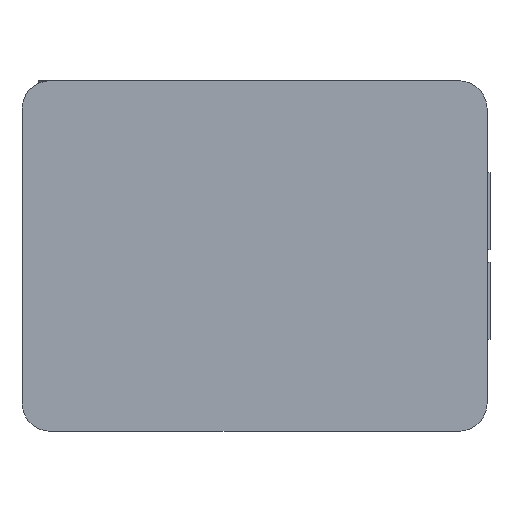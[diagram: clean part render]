
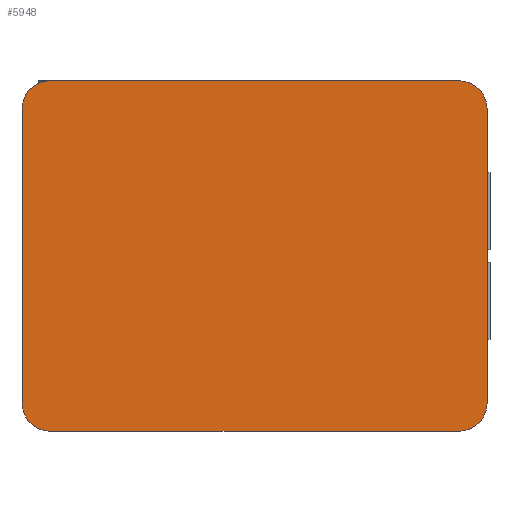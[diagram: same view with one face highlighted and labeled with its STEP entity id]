
A CAD part, front view. The second image highlights one B-rep face of the part: STEP entity #5948.
In plain terms, the highlighted planar face has unit normal (0, -1, 0).
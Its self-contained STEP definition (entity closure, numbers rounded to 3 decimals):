
#490=CIRCLE('',#6317,4.);
#582=CIRCLE('',#6412,4.);
#584=CIRCLE('',#6415,4.);
#785=CIRCLE('',#6657,4.);
#923=PLANE('',#6658);
#997=FACE_OUTER_BOUND('',#1525,.T.);
#1525=EDGE_LOOP('',(#4637,#4638,#4639,#4640,#4641,#4642,#4643,#4644));
#1887=LINE('',#9277,#2213);
#1890=LINE('',#9459,#2216);
#1905=LINE('',#9497,#2231);
#1908=LINE('',#9503,#2234);
#2213=VECTOR('',#7330,10.);
#2216=VECTOR('',#7511,10.);
#2231=VECTOR('',#7544,10.);
#2234=VECTOR('',#7549,10.);
#2642=VERTEX_POINT('',#9267);
#2643=VERTEX_POINT('',#9268);
#2646=VERTEX_POINT('',#9276);
#2736=VERTEX_POINT('',#9458);
#2746=VERTEX_POINT('',#9484);
#2748=VERTEX_POINT('',#9490);
#2750=VERTEX_POINT('',#9496);
#2752=VERTEX_POINT('',#9502);
#3269=EDGE_CURVE('',#2642,#2643,#490,.T.);
#3273=EDGE_CURVE('',#2646,#2642,#1887,.T.);
#3364=EDGE_CURVE('',#2643,#2736,#1890,.T.);
#3379=EDGE_CURVE('',#2746,#2646,#582,.T.);
#3382=EDGE_CURVE('',#2736,#2748,#584,.T.);
#3385=EDGE_CURVE('',#2750,#2746,#1905,.T.);
#3388=EDGE_CURVE('',#2748,#2752,#1908,.T.);
#3657=EDGE_CURVE('',#2750,#2752,#785,.T.);
#4637=ORIENTED_EDGE('',*,*,#3269,.T.);
#4638=ORIENTED_EDGE('',*,*,#3364,.T.);
#4639=ORIENTED_EDGE('',*,*,#3382,.T.);
#4640=ORIENTED_EDGE('',*,*,#3388,.T.);
#4641=ORIENTED_EDGE('',*,*,#3657,.F.);
#4642=ORIENTED_EDGE('',*,*,#3385,.T.);
#4643=ORIENTED_EDGE('',*,*,#3379,.T.);
#4644=ORIENTED_EDGE('',*,*,#3273,.T.);
#5948=ADVANCED_FACE('',(#997),#923,.T.);
#6317=AXIS2_PLACEMENT_3D('',#9269,#7322,#7323);
#6412=AXIS2_PLACEMENT_3D('',#9485,#7530,#7531);
#6415=AXIS2_PLACEMENT_3D('',#9491,#7537,#7538);
#6657=AXIS2_PLACEMENT_3D('',#10119,#8076,#8077);
#6658=AXIS2_PLACEMENT_3D('',#10120,#8078,#8079);
#7322=DIRECTION('center_axis',(0.,-1.,0.));
#7323=DIRECTION('ref_axis',(0.707,0.,-0.707));
#7330=DIRECTION('',(1.,0.,0.));
#7511=DIRECTION('',(0.,0.,1.));
#7530=DIRECTION('center_axis',(0.,-1.,0.));
#7531=DIRECTION('ref_axis',(-0.707,0.,-0.707));
#7537=DIRECTION('center_axis',(0.,-1.,0.));
#7538=DIRECTION('ref_axis',(0.707,0.,0.707));
#7544=DIRECTION('',(0.,0.,-1.));
#7549=DIRECTION('',(-1.,0.,0.));
#8076=DIRECTION('center_axis',(0.,1.,0.));
#8077=DIRECTION('ref_axis',(-0.707,0.,0.707));
#8078=DIRECTION('center_axis',(0.,-1.,0.));
#8079=DIRECTION('ref_axis',(1.,0.,0.));
#9267=CARTESIAN_POINT('',(61.,-45.,0.));
#9268=CARTESIAN_POINT('',(65.,-45.,4.));
#9269=CARTESIAN_POINT('Origin',(61.,-45.,4.));
#9276=CARTESIAN_POINT('',(4.,-45.,0.));
#9277=CARTESIAN_POINT('',(16.25,-45.,0.));
#9458=CARTESIAN_POINT('',(65.,-45.,45.));
#9459=CARTESIAN_POINT('',(65.,-45.,0.));
#9484=CARTESIAN_POINT('',(0.,-45.,4.));
#9485=CARTESIAN_POINT('Origin',(4.,-45.,4.));
#9490=CARTESIAN_POINT('',(61.,-45.,49.));
#9491=CARTESIAN_POINT('Origin',(61.,-45.,45.));
#9496=CARTESIAN_POINT('',(0.,-45.,45.));
#9497=CARTESIAN_POINT('',(0.,-45.,0.));
#9502=CARTESIAN_POINT('',(4.,-45.,49.));
#9503=CARTESIAN_POINT('',(16.25,-45.,49.));
#10119=CARTESIAN_POINT('Origin',(4.,-45.,45.));
#10120=CARTESIAN_POINT('Origin',(0.,-45.,0.));
